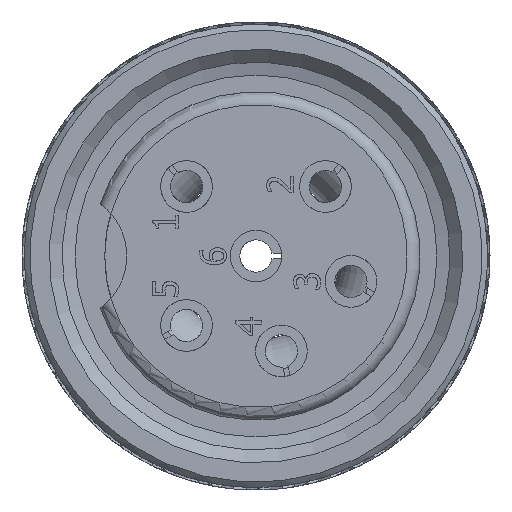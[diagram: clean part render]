
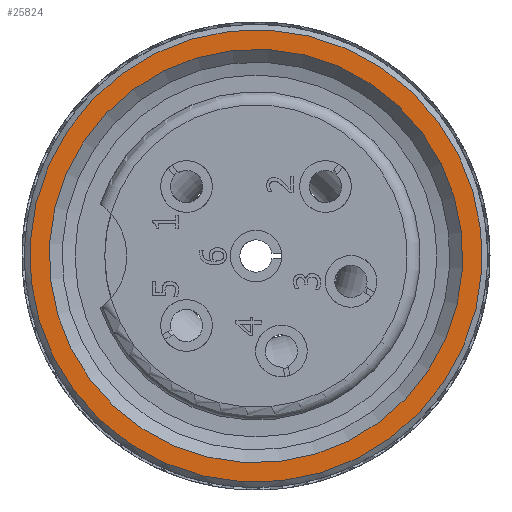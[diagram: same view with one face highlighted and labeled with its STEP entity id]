
A CAD part, left-side view. The second image highlights one B-rep face of the part: STEP entity #25824.
In plain terms, the highlighted planar face has unit normal (-1, 0, 0).
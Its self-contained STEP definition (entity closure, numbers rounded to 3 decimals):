
#647=PLANE('',#29017);
#1520=FACE_BOUND('',#3727,.T.);
#2127=FACE_OUTER_BOUND('',#3726,.T.);
#3726=EDGE_LOOP('',(#19297));
#3727=EDGE_LOOP('',(#19298));
#9213=CIRCLE('',#27615,8.);
#9223=CIRCLE('',#27630,8.75);
#10582=VERTEX_POINT('',#40393);
#10607=VERTEX_POINT('',#40468);
#13076=EDGE_CURVE('',#10582,#10582,#9213,.T.);
#13121=EDGE_CURVE('',#10607,#10607,#9223,.T.);
#19297=ORIENTED_EDGE('',*,*,#13121,.T.);
#19298=ORIENTED_EDGE('',*,*,#13076,.T.);
#25824=ADVANCED_FACE('',(#2127,#1520),#647,.F.);
#27615=AXIS2_PLACEMENT_3D('',#40395,#31952,#31953);
#27630=AXIS2_PLACEMENT_3D('',#40470,#32017,#32018);
#29017=AXIS2_PLACEMENT_3D('',#43410,#35516,#35517);
#31952=DIRECTION('center_axis',(1.,0.,0.));
#31953=DIRECTION('ref_axis',(0.,-0.993,0.114));
#32017=DIRECTION('center_axis',(-1.,0.,0.));
#32018=DIRECTION('ref_axis',(0.,-0.993,0.114));
#35516=DIRECTION('center_axis',(1.,0.,0.));
#35517=DIRECTION('ref_axis',(0.,-0.993,0.114));
#40393=CARTESIAN_POINT('',(5.011,-7.948,0.912));
#40395=CARTESIAN_POINT('Origin',(5.011,0.,0.));
#40468=CARTESIAN_POINT('',(5.011,8.693,-0.997));
#40470=CARTESIAN_POINT('Origin',(5.011,0.,0.));
#43410=CARTESIAN_POINT('Origin',(5.011,-1.032,-8.991));
